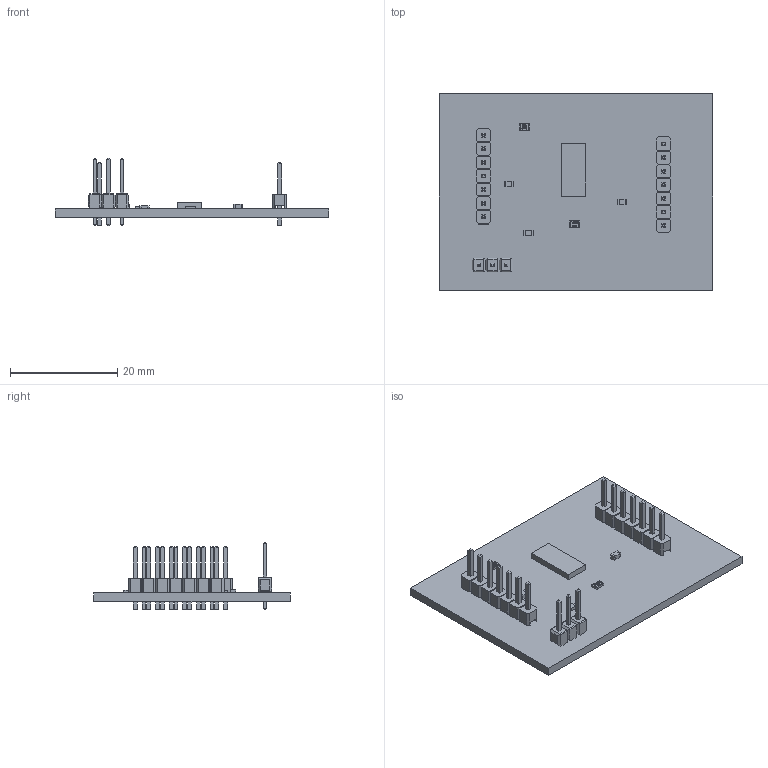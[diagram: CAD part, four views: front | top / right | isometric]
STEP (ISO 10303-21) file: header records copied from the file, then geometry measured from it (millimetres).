
FILE_DESCRIPTION(('Open CASCADE Model'),'2;1');
FILE_NAME('Open CASCADE Shape Model','2021-03-22T20:36:50',('Author'),( 'Open CASCADE'),'Open CASCADE STEP processor 6.5','Open CASCADE 6.5' ,'Unknown');
FILE_SCHEMA(('AUTOMOTIVE_DESIGN { 1 0 10303 214 1 1 1 1 }'));
Length unit declared in the file: millimetre
Products named in the file (30): PCB; Board; Ground_Pins; Pin_header_1x3_TH_Pitch_2_54mm; User_Library-1x3_TH_Pitch_2.54mm002; User_Library-1x3_TH_Pitch_2.54mm001; User_Library-1x3_TH_Pitch_2.54mm003; User_Library-1x3_TH_Pitch_2.54mm005; User_Library-1x3_TH_Pitch_2.54mm; User_Library-1x3_TH_Pitch_2.54mm004; R2; 1811997952; Extruded; 1811997696; JLeft_2; User_Library-HDR1X1_Rectangular_Straight; IN; DRV8844; 1811997440; C_VP3; 1811997568; 1811997824; C4; C3; RES_0805-2012; C1
Assembly tree (48 placements, depth 4):
  PCB
    Board
    Ground_Pins
      Pin_header_1x3_TH_Pitch_2_54mm
        User_Library-1x3_TH_Pitch_2.54mm002
        User_Library-1x3_TH_Pitch_2.54mm001
        User_Library-1x3_TH_Pitch_2.54mm003
        User_Library-1x3_TH_Pitch_2.54mm005
        User_Library-1x3_TH_Pitch_2.54mm
        User_Library-1x3_TH_Pitch_2.54mm004
    R2
      1811997952  x2
        Extruded
      1811997696
        Extruded
    JLeft_2
      User_Library-HDR1X1_Rectangular_Straight  x7
    IN
      User_Library-HDR1X1_Rectangular_Straight  x7
    DRV8844
      1811997440
        Extruded
    C_VP3
      1811997568
        Extruded
      1811997824  x2
        Extruded
    C4
      1811997568
        Extruded
      1811997824  x2
        Extruded
    C3
      RES_0805-2012
    C1
      RES_0805-2012
Bounding box: 51.05 x 36.7 x 12.7 mm (x, y, z)
Volume: 3431.7 mm3; surface area: 5369.1 mm2
Topology: 27 solids, 33 shells, 1126 faces, 2749 edges, 1708 vertices
Faces by surface type: plane 764, bspline 264, cylinder 98
Entity records: 32654 total; most frequent: CARTESIAN_POINT 10636, DIRECTION 2620, ORIENTED_EDGE 2080, PCURVE 2080, DEFINITIONAL_REPRESENTATION 2080, LINE 1832, VECTOR 1832, B_SPLINE_CURVE_WITH_KNOTS 1175
